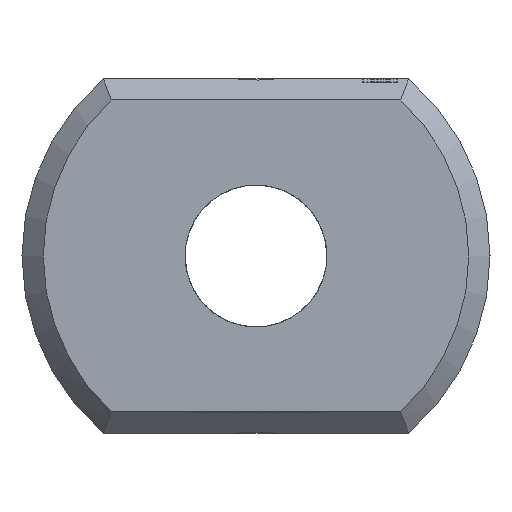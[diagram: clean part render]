
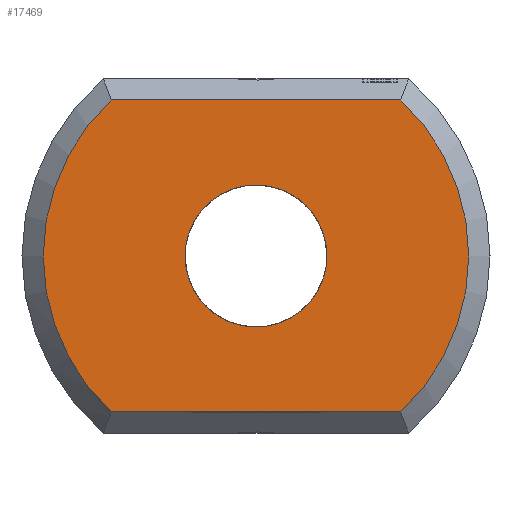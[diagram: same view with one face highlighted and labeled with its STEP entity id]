
A CAD part, left-side view. The second image highlights one B-rep face of the part: STEP entity #17469.
In plain terms, the highlighted planar face has unit normal (-1, 0, 0).
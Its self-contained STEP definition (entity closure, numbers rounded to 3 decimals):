
#4299 = VERTEX_POINT('',#4300);
#4300 = CARTESIAN_POINT('',(0.,-2.04,2.2));
#4309 = VERTEX_POINT('',#4310);
#4310 = CARTESIAN_POINT('',(0.,-2.04,-2.2));
#4317 = EDGE_CURVE('',#4299,#4309,#4318,.T.);
#4318 = CIRCLE('',#4319,3.);
#4319 = AXIS2_PLACEMENT_3D('',#4320,#4321,#4322);
#4320 = CARTESIAN_POINT('',(0.,0.,0.));
#4321 = DIRECTION('',(1.,0.,0.));
#4322 = DIRECTION('',(0.,-0.653,0.758)
  );
#5452 = VERTEX_POINT('',#5453);
#5453 = CARTESIAN_POINT('',(0.,2.04,2.2));
#5460 = EDGE_CURVE('',#4299,#5452,#5461,.T.);
#5461 = LINE('',#5462,#5463);
#5462 = CARTESIAN_POINT('',(0.,-2.154,2.2));
#5463 = VECTOR('',#5464,1.);
#5464 = DIRECTION('',(0.,1.,0.));
#17469 = ADVANCED_FACE('',(#17470,#17489),#17500,.F.);
#17470 = FACE_BOUND('',#17471,.F.);
#17471 = EDGE_LOOP('',(#17472,#17481,#17482,#17483));
#17472 = ORIENTED_EDGE('',*,*,#17473,.T.);
#17473 = EDGE_CURVE('',#17474,#5452,#17476,.T.);
#17474 = VERTEX_POINT('',#17475);
#17475 = CARTESIAN_POINT('',(0.,2.04,-2.2));
#17476 = CIRCLE('',#17477,3.);
#17477 = AXIS2_PLACEMENT_3D('',#17478,#17479,#17480);
#17478 = CARTESIAN_POINT('',(0.,0.,0.));
#17479 = DIRECTION('',(1.,0.,0.));
#17480 = DIRECTION('',(0.,0.653,-0.758)
  );
#17481 = ORIENTED_EDGE('',*,*,#5460,.F.);
#17482 = ORIENTED_EDGE('',*,*,#4317,.T.);
#17483 = ORIENTED_EDGE('',*,*,#17484,.T.);
#17484 = EDGE_CURVE('',#4309,#17474,#17485,.T.);
#17485 = LINE('',#17486,#17487);
#17486 = CARTESIAN_POINT('',(0.,-2.154,-2.2));
#17487 = VECTOR('',#17488,1.);
#17488 = DIRECTION('',(0.,1.,0.));
#17489 = FACE_BOUND('',#17490,.T.);
#17490 = EDGE_LOOP('',(#17491));
#17491 = ORIENTED_EDGE('',*,*,#17492,.T.);
#17492 = EDGE_CURVE('',#17493,#17493,#17495,.T.);
#17493 = VERTEX_POINT('',#17494);
#17494 = CARTESIAN_POINT('',(0.,1.,0.)
  );
#17495 = CIRCLE('',#17496,1.);
#17496 = AXIS2_PLACEMENT_3D('',#17497,#17498,#17499);
#17497 = CARTESIAN_POINT('',(0.,0.,0.));
#17498 = DIRECTION('',(1.,0.,0.));
#17499 = DIRECTION('',(0.,1.,0.));
#17500 = PLANE('',#17501);
#17501 = AXIS2_PLACEMENT_3D('',#17502,#17503,#17504);
#17502 = CARTESIAN_POINT('',(0.,0.,0.));
#17503 = DIRECTION('',(1.,0.,0.));
#17504 = DIRECTION('',(0.,0.,1.));
